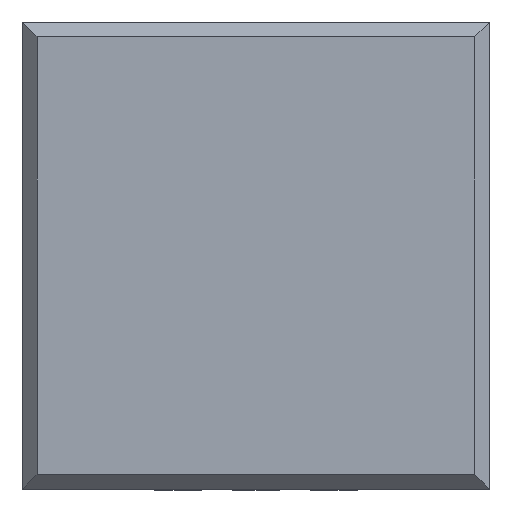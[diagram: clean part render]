
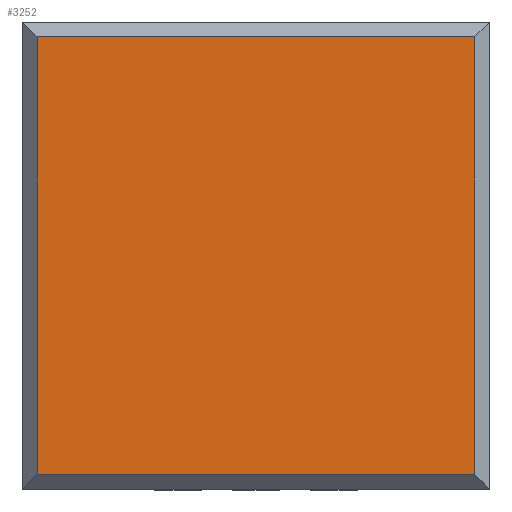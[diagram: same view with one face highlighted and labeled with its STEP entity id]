
A CAD part, top view. The second image highlights one B-rep face of the part: STEP entity #3252.
In plain terms, the highlighted planar face has unit normal (0, 0, 1).
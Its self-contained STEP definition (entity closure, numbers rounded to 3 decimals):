
#188=FACE_OUTER_BOUND('',#358,.T.);
#358=EDGE_LOOP('',(#2486,#2487,#2488,#2489));
#698=LINE('',#4970,#1102);
#702=LINE('',#4978,#1106);
#705=LINE('',#4984,#1109);
#709=LINE('',#4990,#1113);
#1102=VECTOR('',#4064,1.);
#1106=VECTOR('',#4070,1.);
#1109=VECTOR('',#4075,1.);
#1113=VECTOR('',#4081,1.);
#1442=VERTEX_POINT('',#4968);
#1443=VERTEX_POINT('',#4969);
#1446=VERTEX_POINT('',#4977);
#1448=VERTEX_POINT('',#4983);
#1806=EDGE_CURVE('',#1442,#1443,#698,.T.);
#1810=EDGE_CURVE('',#1443,#1446,#702,.T.);
#1813=EDGE_CURVE('',#1446,#1448,#705,.T.);
#1817=EDGE_CURVE('',#1448,#1442,#709,.T.);
#2486=ORIENTED_EDGE('',*,*,#1806,.F.);
#2487=ORIENTED_EDGE('',*,*,#1817,.F.);
#2488=ORIENTED_EDGE('',*,*,#1813,.F.);
#2489=ORIENTED_EDGE('',*,*,#1810,.F.);
#2920=PLANE('',#3448);
#3252=ADVANCED_FACE('',(#188),#2920,.T.);
#3448=AXIS2_PLACEMENT_3D('',#5010,#4100,#4101);
#4064=DIRECTION('',(0.,-1.,0.));
#4070=DIRECTION('',(-1.,0.,0.));
#4075=DIRECTION('',(0.,1.,0.));
#4081=DIRECTION('',(1.,0.,0.));
#4100=DIRECTION('center_axis',(0.,0.,1.));
#4101=DIRECTION('ref_axis',(-1.,0.,0.));
#4968=CARTESIAN_POINT('',(1.403,1.405,1.));
#4969=CARTESIAN_POINT('',(1.403,-1.403,1.));
#4970=CARTESIAN_POINT('',(1.403,0.001,1.));
#4977=CARTESIAN_POINT('',(-1.405,-1.403,1.));
#4978=CARTESIAN_POINT('',(-1.5,-1.403,1.));
#4983=CARTESIAN_POINT('',(-1.405,1.405,1.));
#4984=CARTESIAN_POINT('',(-1.405,1.5,1.));
#4990=CARTESIAN_POINT('',(-0.001,1.405,1.));
#5010=CARTESIAN_POINT('Origin',(-1.5,1.5,1.));
